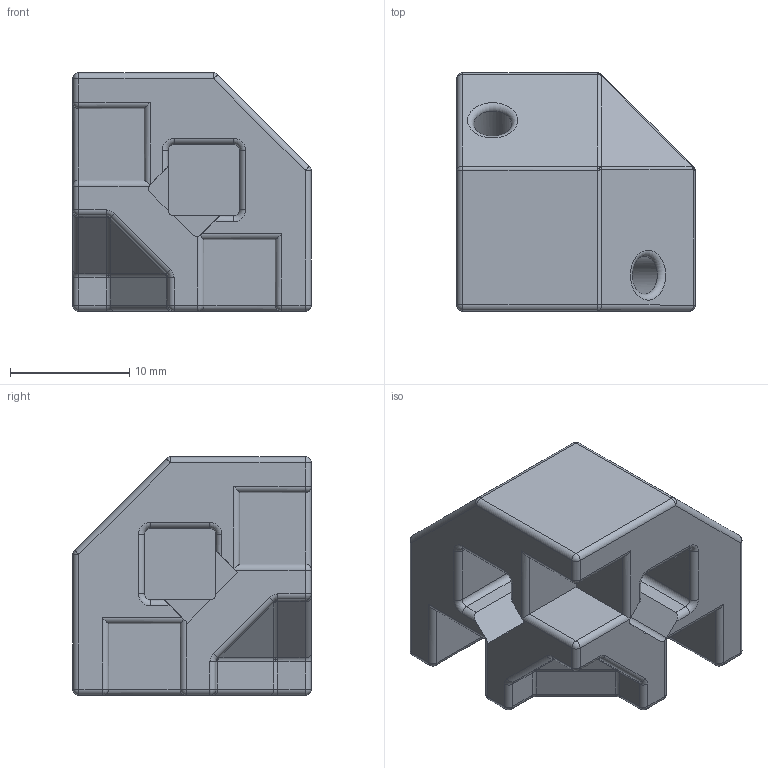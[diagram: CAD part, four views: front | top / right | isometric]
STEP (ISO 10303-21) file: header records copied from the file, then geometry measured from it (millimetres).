
FILE_DESCRIPTION(('STEP AP242'), '1');
FILE_NAME('item3dPrinterTermoboxCornerV2', '', ('UNSPECIFIED'), ('UNSPECIFIED'), 'C3D Converter', 'C3D Toolkit', '');
FILE_SCHEMA(('AP242_MANAGED_MODEL_BASED_3D_ENGINEERING_MIM_LF { 1 0 10303 442 1 1 4 }'));
Length unit declared in the file: millimetre
Bounding box: 20 x 20 x 20 mm (x, y, z)
Surface area: 2696.3 mm2 (no closed solid volume)
Topology: 0 solids, 1 shells, 217 faces, 545 edges, 308 vertices
Faces by surface type: cylinder 92, plane 65, bspline 24, sphere 18, torus 18
Full cylindrical faces by diameter (mm): 3.2 x3
Entity records: 7324 total; most frequent: CARTESIAN_POINT 2513, ORIENTED_EDGE 1039, DIRECTION 936, EDGE_CURVE 521, AXIS2_PLACEMENT_3D 340, VERTEX_POINT 308, LINE 256, VECTOR 256
